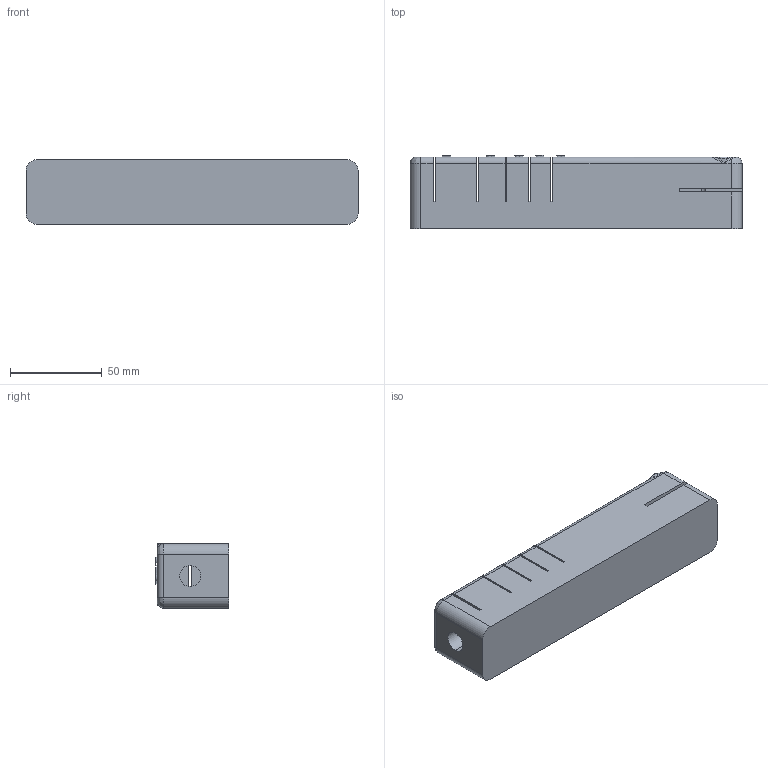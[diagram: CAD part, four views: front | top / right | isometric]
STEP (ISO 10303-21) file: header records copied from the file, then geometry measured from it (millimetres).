
FILE_DESCRIPTION((''),'2;1');
FILE_NAME('CJ2','2026-02-05T22:18:55',('james'),(''),'CREO PARAMETRIC BY PTC INC, 2023294','CREO PARAMETRIC BY PTC INC, 2023294','');
FILE_SCHEMA(('CONFIG_CONTROL_DESIGN'));
Length unit declared in the file: millimetre
Products named in the file (1): CJ2
Bounding box: 180.61 x 40 x 35 mm (x, y, z)
Volume: 182671.7 mm3; surface area: 45817.3 mm2
Topology: 1 solids, 1 shells, 626 faces, 1792 edges, 1188 vertices
Faces by surface type: plane 566, cylinder 46, bspline 12, torus 1, cone 1
Entity records: 20645 total; most frequent: CARTESIAN_POINT 4182, ORIENTED_EDGE 3584, DIRECTION 3105, EDGE_CURVE 1792, VECTOR 1677, LINE 1677, VERTEX_POINT 1188, AXIS2_PLACEMENT_3D 714
